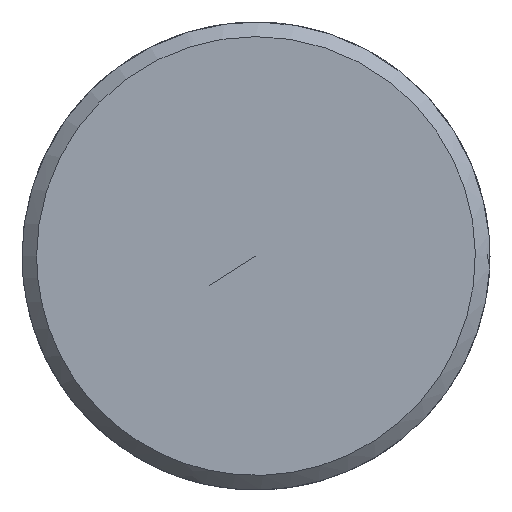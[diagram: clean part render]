
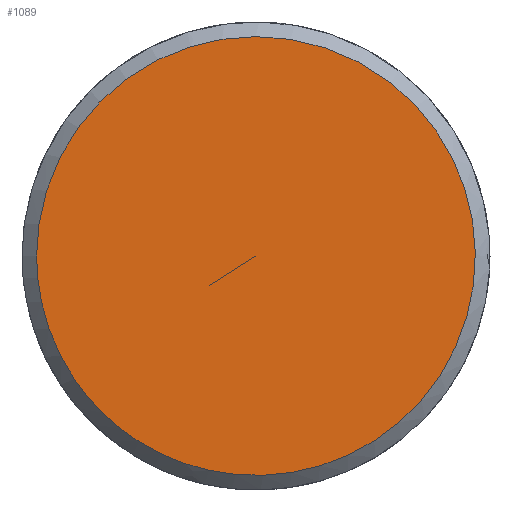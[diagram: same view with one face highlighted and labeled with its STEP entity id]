
A CAD part, left-side view. The second image highlights one B-rep face of the part: STEP entity #1089.
In plain terms, the highlighted free-form (B-spline) face has degree [5, 1] with [6, 2] control points.
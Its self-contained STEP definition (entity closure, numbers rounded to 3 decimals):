
#1017 = CARTESIAN_POINT ('', (-64., 3.75, 0.));
#1018 = VERTEX_POINT ('', #1017);
#1026 = CARTESIAN_POINT ('', (-64., 3.75, 0.));
#1027 = CARTESIAN_POINT ('', (-64., 3.75, 15.));
#1028 = CARTESIAN_POINT ('', (-64., -11.25, 7.5));
#1029 = CARTESIAN_POINT ('', (-64., -11.25, -7.5));
#1030 = CARTESIAN_POINT ('', (-64., 3.75, -15.));
#1031 = CARTESIAN_POINT ('', (-64., 3.75, 0.));
#1032 = (
   BOUNDED_CURVE ()
   B_SPLINE_CURVE (5, (#1026, #1027, #1028, #1029, #1030, #1031), .UNSPECIFIED., .T., .U.)
   B_SPLINE_CURVE_WITH_KNOTS ((6, 6), (0., 1.), .UNSPECIFIED.)
   CURVE ()
   GEOMETRIC_REPRESENTATION_ITEM ()
   RATIONAL_B_SPLINE_CURVE ((5., 1., 1., 1., 1., 5.))
   REPRESENTATION_ITEM ('')
);
#1033 = EDGE_CURVE ('', #1018, #1018, #1032, .T.);
#1065 = CARTESIAN_POINT ('', (-64., 0., 0.));
#1066 = VERTEX_POINT ('', #1065);
#1067 = CARTESIAN_POINT ('', (-64., 0., 0.));
#1068 = CARTESIAN_POINT ('', (-64., 3.75, 0.));
#1069 = B_SPLINE_CURVE_WITH_KNOTS ('', 1, (#1067, #1068), .UNSPECIFIED., .F., .U., (2, 2), (0., 1.), .UNSPECIFIED.);
#1070 = EDGE_CURVE ('', #1066, #1018, #1069, .T.);
#1071 = ORIENTED_EDGE ('', *, *, #1070, .F.);
#1072 = ORIENTED_EDGE ('', *, *, #1070, .T.);
#1073 = ORIENTED_EDGE ('', *, *, #1033, .F.);
#1074 = EDGE_LOOP ('', (#1071, #1072, #1073));
#1075 = FACE_OUTER_BOUND ('', #1074, .T.);
#1076 = CARTESIAN_POINT ('', (-64., 0., 0.));
#1077 = CARTESIAN_POINT ('', (-64., 3.75, 0.));
#1078 = CARTESIAN_POINT ('', (-64., 0., 0.));
#1079 = CARTESIAN_POINT ('', (-64., 3.75, 15.));
#1080 = CARTESIAN_POINT ('', (-64., 0., 0.));
#1081 = CARTESIAN_POINT ('', (-64., -11.25, 7.5));
#1082 = CARTESIAN_POINT ('', (-64., 0., 0.));
#1083 = CARTESIAN_POINT ('', (-64., -11.25, -7.5));
#1084 = CARTESIAN_POINT ('', (-64., 0., 0.));
#1085 = CARTESIAN_POINT ('', (-64., 3.75, -15.));
#1086 = CARTESIAN_POINT ('', (-64., 0., 0.));
#1087 = CARTESIAN_POINT ('', (-64., 3.75, 0.));
#1088 = (
   BOUNDED_SURFACE ()
   B_SPLINE_SURFACE (5, 1, ((#1076, #1077), (#1078, #1079), (#1080, #1081), (#1082, #1083), (#1084, #1085), (#1086, #1087)), .UNSPECIFIED., .T., .F., .U.)
   B_SPLINE_SURFACE_WITH_KNOTS ((6, 6), (2, 2), (0., 1.), (0., 1.), .UNSPECIFIED.)
   SURFACE ()
   GEOMETRIC_REPRESENTATION_ITEM ()
   RATIONAL_B_SPLINE_SURFACE (((5., 5.), (1., 1.), (1., 1.), (1., 1.), (1., 1.), (5., 5.)))
   REPRESENTATION_ITEM ('')
);
#1089 = ADVANCED_FACE ('', (#1075), #1088, .T.);
